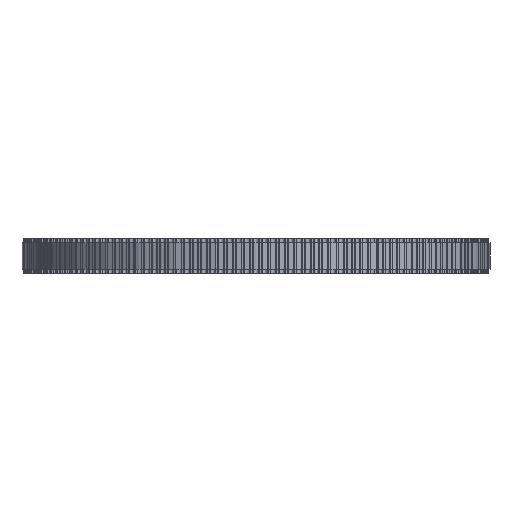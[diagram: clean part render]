
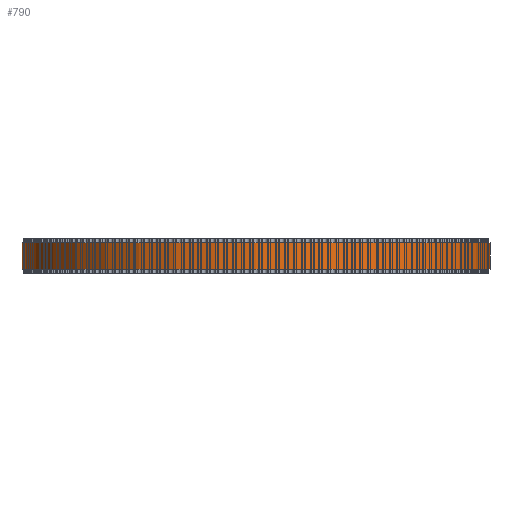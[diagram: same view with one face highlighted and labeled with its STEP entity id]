
A CAD part, front view. The second image highlights one B-rep face of the part: STEP entity #790.
In plain terms, the highlighted cylindrical face has radius 53.158 mm (diameter 106.316 mm), a full revolution.
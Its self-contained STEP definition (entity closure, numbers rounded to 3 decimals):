
#97=FACE_BOUND('',#2800,.T.);
#98=FACE_BOUND('',#2801,.T.);
#790=ADVANCED_FACE('',(#97,#98),#1459,.T.);
#1459=CYLINDRICAL_SURFACE('',#14839,53.158);
#2800=EDGE_LOOP('',(#8146));
#2801=EDGE_LOOP('',(#8147));
#8146=ORIENTED_EDGE('',*,*,#11490,.T.);
#8147=ORIENTED_EDGE('',*,*,#11491,.T.);
#9484=VERTEX_POINT('',#23540);
#9485=VERTEX_POINT('',#23542);
#11490=EDGE_CURVE('',#9484,#9484,#12828,.T.);
#11491=EDGE_CURVE('',#9485,#9485,#12829,.T.);
#12828=CIRCLE('',#14837,53.158);
#12829=CIRCLE('',#14838,53.158);
#14837=AXIS2_PLACEMENT_3D('',#23539,#19522,#19523);
#14838=AXIS2_PLACEMENT_3D('',#23541,#19524,#19525);
#14839=AXIS2_PLACEMENT_3D('',#23543,#19526,#19527);
#19522=DIRECTION('',(0.,0.,1.));
#19523=DIRECTION('',(1.,0.,0.));
#19524=DIRECTION('',(0.,0.,-1.));
#19525=DIRECTION('',(1.,0.,0.));
#19526=DIRECTION('',(0.,0.,1.));
#19527=DIRECTION('',(1.,0.,0.));
#23539=CARTESIAN_POINT('',(0.,0.,1.));
#23540=CARTESIAN_POINT('',(53.158,0.,1.));
#23541=CARTESIAN_POINT('',(0.,0.,7.));
#23542=CARTESIAN_POINT('',(53.158,0.,7.));
#23543=CARTESIAN_POINT('',(0.,0.,1.));
